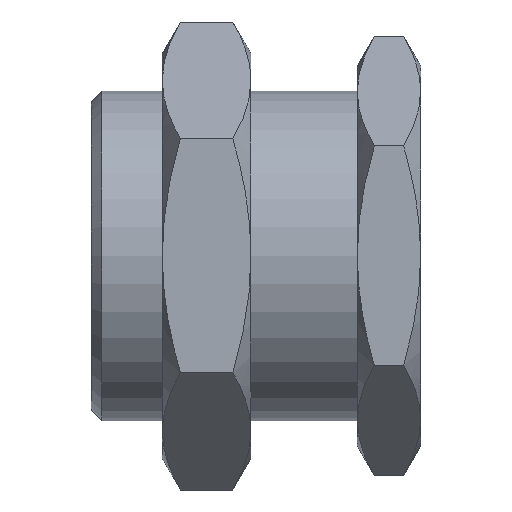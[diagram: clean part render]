
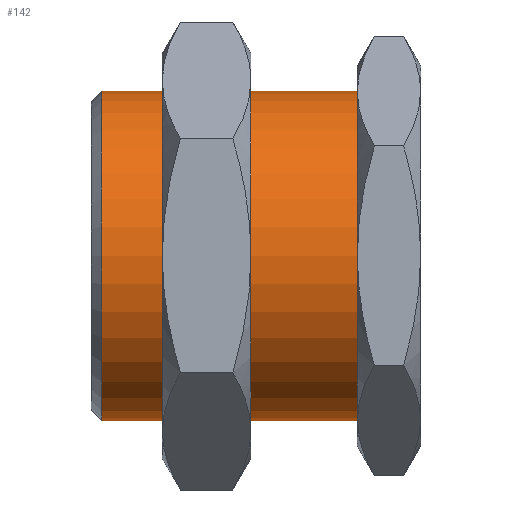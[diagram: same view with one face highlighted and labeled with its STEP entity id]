
A CAD part, top view. The second image highlights one B-rep face of the part: STEP entity #142.
In plain terms, the highlighted cylindrical face has radius 13 mm (diameter 26 mm), a partial arc.
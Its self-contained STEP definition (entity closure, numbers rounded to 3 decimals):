
#142=ADVANCED_FACE('',(#317),#318,.T.);
#317=FACE_OUTER_BOUND('',#530,.T.);
#318=CYLINDRICAL_SURFACE('',#531,13.0);
#530=EDGE_LOOP('',(#854,#855,#856,#857));
#531=AXIS2_PLACEMENT_3D('',#858,#859,#860);
#854=ORIENTED_EDGE('',*,*,#1306,.F.);
#855=ORIENTED_EDGE('',*,*,#1307,.T.);
#856=ORIENTED_EDGE('',*,*,#1308,.F.);
#857=ORIENTED_EDGE('',*,*,#1284,.T.);
#858=CARTESIAN_POINT('',(-14.594,0.0,0.0));
#859=DIRECTION('',(1.0,0.0,0.0));
#860=DIRECTION('',(0.0,1.0,0.0));
#1284=EDGE_CURVE('',#1541,#1542,#1543,.T.);
#1306=EDGE_CURVE('',#1572,#1542,#1573,.T.);
#1307=EDGE_CURVE('',#1572,#1574,#1575,.T.);
#1308=EDGE_CURVE('',#1541,#1574,#1576,.T.);
#1541=VERTEX_POINT('',#2125);
#1542=VERTEX_POINT('',#2126);
#1543=CIRCLE('',#2127,13.0);
#1572=VERTEX_POINT('',#2193);
#1573=LINE('',#2194,#2195);
#1574=VERTEX_POINT('',#2196);
#1575=CIRCLE('',#2197,13.0);
#1576=LINE('',#2198,#2199);
#2125=CARTESIAN_POINT('',(-5.0,-13.0,0.));
#2126=CARTESIAN_POINT('',(-5.0,13.0,0.));
#2127=AXIS2_PLACEMENT_3D('',#2625,#2626,#2627);
#2193=CARTESIAN_POINT('',(-25.188,13.0,0.0));
#2194=CARTESIAN_POINT('',(-14.594,13.0,0.));
#2195=VECTOR('',#2653,1.0);
#2196=CARTESIAN_POINT('',(-25.188,-13.0,0.));
#2197=AXIS2_PLACEMENT_3D('',#2654,#2655,#2656);
#2198=CARTESIAN_POINT('',(-14.594,-13.0,0.));
#2199=VECTOR('',#2657,1.0);
#2625=CARTESIAN_POINT('',(-5.0,0.0,0.0));
#2626=DIRECTION('',(-1.0,0.,-0.0));
#2627=DIRECTION('',(0.,1.0,0.0));
#2653=DIRECTION('',(1.0,0.0,0.0));
#2654=CARTESIAN_POINT('',(-25.188,0.0,0.0));
#2655=DIRECTION('',(1.0,0.0,0.0));
#2656=DIRECTION('',(0.0,1.0,0.0));
#2657=DIRECTION('',(-1.0,-0.0,-0.0));
